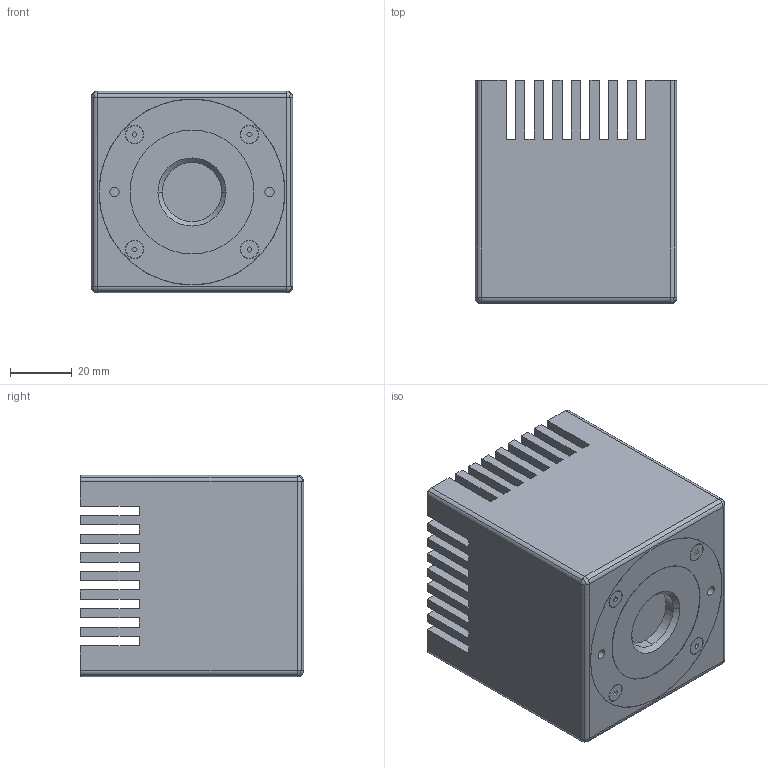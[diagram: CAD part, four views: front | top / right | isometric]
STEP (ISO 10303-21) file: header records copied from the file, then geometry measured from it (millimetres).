
FILE_DESCRIPTION (( 'STEP AP203' ), '1' );
FILE_NAME ('IN-150F-19H.STEP', '2021-10-20T02:57:32', ( '' ), ( '' ), 'SwSTEP 2.0', 'SolidWorks 2020', '' );
FILE_SCHEMA (( 'CONFIG_CONTROL_DESIGN' ));
Length unit declared in the file: millimetre
Products named in the file (1): IN-150F-19H
Bounding box: 65 x 72 x 65 mm (x, y, z)
Volume: 252440.8 mm3; surface area: 54302.9 mm2
Topology: 1 solids, 1 shells, 521 faces, 1316 edges, 862 vertices
Faces by surface type: plane 421, cylinder 66, cone 18, torus 8, sphere 8
Entity records: 15435 total; most frequent: CARTESIAN_POINT 2694, ORIENTED_EDGE 2608, DIRECTION 2520, EDGE_CURVE 1304, LINE 1128, VECTOR 1128, VERTEX_POINT 862, AXIS2_PLACEMENT_3D 696
